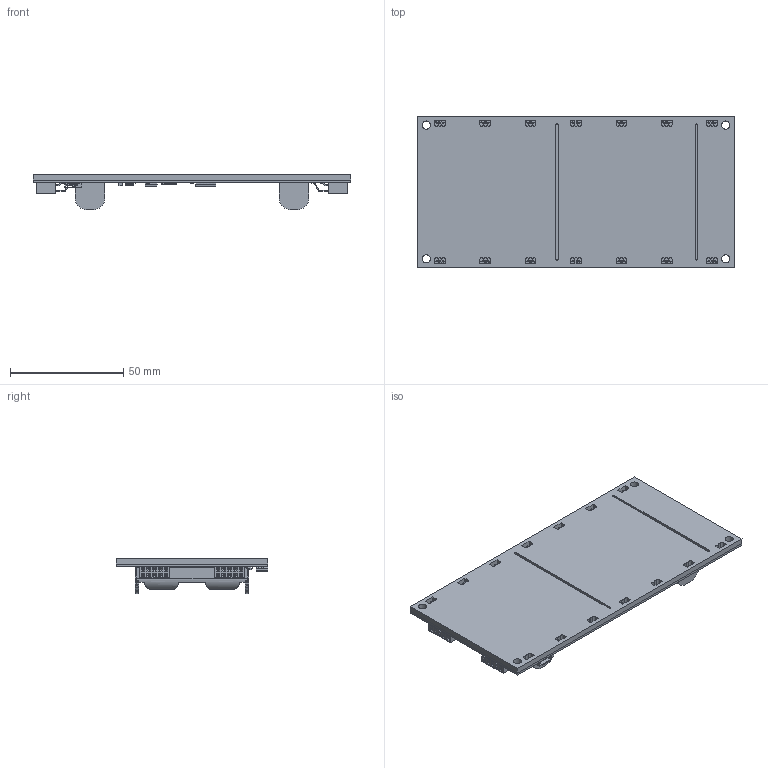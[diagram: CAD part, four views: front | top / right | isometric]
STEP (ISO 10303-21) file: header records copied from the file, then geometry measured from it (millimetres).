
FILE_DESCRIPTION(('Open CASCADE Model'),'2;1');
FILE_NAME('Open CASCADE Shape Model','2018-07-23T21:47:02',('Author'),( 'Open CASCADE'),'Open CASCADE STEP processor 6.8','Open CASCADE 6.8' ,'Unknown');
FILE_SCHEMA(('AUTOMOTIVE_DESIGN { 1 0 10303 214 1 1 1 1 }'));
Length unit declared in the file: millimetre
Products named in the file (92): PCB; Board; J5; SMH-105-02-X-D; J4; U6; 6247018944; Body; Open_CASCADE_STEP_translator_6.8_1.1.1; Leader; C5; 5124363776; Extruded; 5124363584; U5; 6247017600; Open_CASCADE_STEP_translator_6.8_2.1.1; U4; 6247019328; Open_CASCADE_STEP_translator_6.8_9.1; Open_CASCADE_STEP_translator_6.8_9.2.1; U3; 6247016832; Open_CASCADE_STEP_translator_6.8_15.1; Open_CASCADE_STEP_translator_6.8_15.2.1; J3; A01SB741B1-267_v1; C4; 5124363392; 5124363200; C3; J2; J1; U2; 6247016448; Open_CASCADE_STEP_translator_6.8_5.1.1; R3; 5124363008; 5124362816; R2 ...
Assembly tree (182 placements, depth 5):
  PCB
    Board
    J5
      SMH-105-02-X-D
    J4
      SMH-105-02-X-D
    U6
      6247018944
        Body
          Open_CASCADE_STEP_translator_6.8_1.1.1
        Leader  x3
    C5
      5124363776
        Extruded
      5124363584  x2
        Extruded
    U5
      6247017600
        Body
          Open_CASCADE_STEP_translator_6.8_2.1.1
        Leader  x6
    U4
      6247019328
        Open_CASCADE_STEP_translator_6.8_9.1
        Body
          Open_CASCADE_STEP_translator_6.8_9.2.1
        Leader  x8
    U3
      6247016832
        Open_CASCADE_STEP_translator_6.8_15.1
        Body
          Open_CASCADE_STEP_translator_6.8_15.2.1
        Leader  x20
    J3
      A01SB741B1-267_v1
    C4
      5124363392
        Extruded
      5124363200  x2
        Extruded
    C3
      5124363392
        Extruded
      5124363200  x2
        Extruded
    J2
      SMH-105-02-X-D
    J1
      SMH-105-02-X-D
    U2
      6247016448
        Body
          Open_CASCADE_STEP_translator_6.8_5.1.1
        Leader  x5
    R3
      5124363008  x2
        Extruded
      5124362816
        Extruded
    R2
Bounding box: 140 x 67 x 15.53 mm (x, y, z)
Volume: 34926 mm3; surface area: 54640.5 mm2
Topology: 196 solids, 199 shells, 6331 faces, 15447 edges, 9595 vertices
Faces by surface type: plane 5198, cylinder 1030, sphere 54, bspline 49
Full cylindrical faces by diameter (mm): 0.5 x1, 0.512 x1, 0.562 x1, 0.7 x2, 3.6 x8, 5.4 x120
Entity records: 61269 total; most frequent: CARTESIAN_POINT 14281, DIRECTION 9267, ORIENTED_EDGE 9091, EDGE_CURVE 4547, LINE 3527, VECTOR 3527, AXIS2_PLACEMENT_3D 2870, VERTEX_POINT 2839
